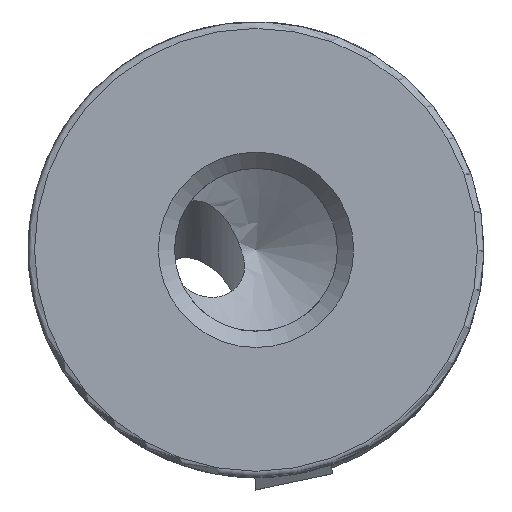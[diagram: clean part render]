
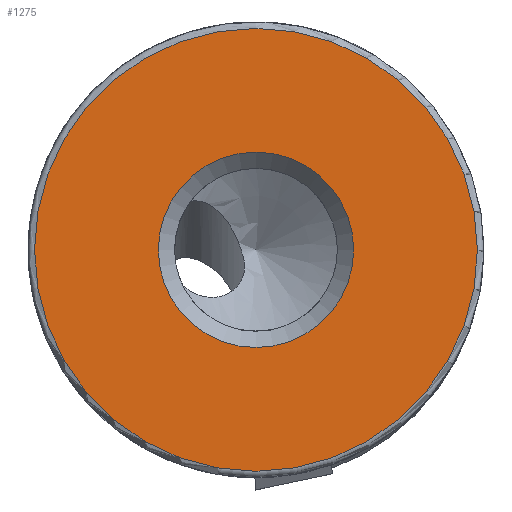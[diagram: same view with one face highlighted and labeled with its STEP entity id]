
A CAD part, left-side view. The second image highlights one B-rep face of the part: STEP entity #1275.
In plain terms, the highlighted planar face has unit normal (-1, 0, 0).
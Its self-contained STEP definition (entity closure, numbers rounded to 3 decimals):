
#131 = FACE_BOUND ( 'NONE', #2600, .T. ) ;
#136 = DIRECTION ( 'NONE',  ( 0., 0., -1. ) ) ;
#170 = CARTESIAN_POINT ( 'NONE',  ( -23., 0., 0.575 ) ) ;
#363 = AXIS2_PLACEMENT_3D ( 'NONE', #712, #495, #1955 ) ;
#442 = CIRCLE ( 'NONE', #1289, 6.8 ) ;
#487 = CIRCLE ( 'NONE', #363, 3. ) ;
#495 = DIRECTION ( 'NONE',  ( -1., 0., 0. ) ) ;
#641 = PLANE ( 'NONE',  #2139 ) ;
#712 = CARTESIAN_POINT ( 'NONE',  ( -23., 0., 7.375 ) ) ;
#736 = CARTESIAN_POINT ( 'NONE',  ( -23., 0., 7.375 ) ) ;
#803 = EDGE_CURVE ( 'NONE', #1302, #1302, #442, .T. ) ;
#972 = CARTESIAN_POINT ( 'NONE',  ( -23., 0., 10.375 ) ) ;
#982 = FACE_OUTER_BOUND ( 'NONE', #2120, .T. ) ;
#999 = DIRECTION ( 'NONE',  ( 0., 0., -1. ) ) ;
#1000 = ORIENTED_EDGE ( 'NONE', *, *, #803, .T. ) ;
#1275 = ADVANCED_FACE ( 'NONE', ( #982, #131 ), #641, .F. ) ;
#1289 = AXIS2_PLACEMENT_3D ( 'NONE', #736, #2527, #999 ) ;
#1302 = VERTEX_POINT ( 'NONE', #170 ) ;
#1468 = VERTEX_POINT ( 'NONE', #972 ) ;
#1573 = ORIENTED_EDGE ( 'NONE', *, *, #3223, .F. ) ;
#1955 = DIRECTION ( 'NONE',  ( 0., 0., 1. ) ) ;
#2120 = EDGE_LOOP ( 'NONE', ( #1000 ) ) ;
#2139 = AXIS2_PLACEMENT_3D ( 'NONE', #2452, #2952, #136 ) ;
#2452 = CARTESIAN_POINT ( 'NONE',  ( -23., 0., 0.375 ) ) ;
#2527 = DIRECTION ( 'NONE',  ( -1., 0., 0. ) ) ;
#2600 = EDGE_LOOP ( 'NONE', ( #1573 ) ) ;
#2952 = DIRECTION ( 'NONE',  ( 1., 0., 0. ) ) ;
#3223 = EDGE_CURVE ( 'NONE', #1468, #1468, #487, .T. ) ;
